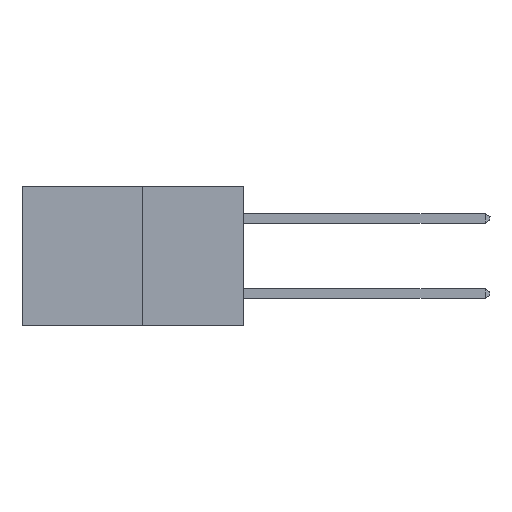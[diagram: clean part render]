
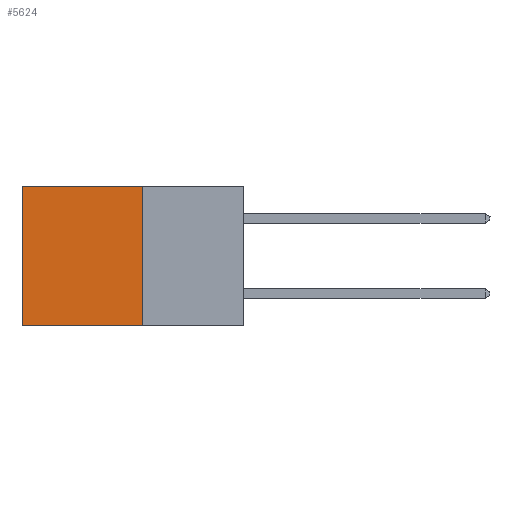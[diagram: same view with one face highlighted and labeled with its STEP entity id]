
A CAD part, left-side view. The second image highlights one B-rep face of the part: STEP entity #5624.
In plain terms, the highlighted planar face has unit normal (-1, 0, 0).
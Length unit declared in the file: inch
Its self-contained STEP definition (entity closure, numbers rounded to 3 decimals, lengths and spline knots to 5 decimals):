
#173 = EDGE_LOOP ( 'NONE', ( #6065, #12067, #11787, #5153 ) ) ;
#1380 = LINE ( 'NONE', #8123, #3128 ) ;
#2562 = FACE_OUTER_BOUND ( 'NONE', #173, .T. ) ;
#2935 = CARTESIAN_POINT ( 'NONE',  ( 0.277, 0.59, -0.37 ) ) ;
#2960 = DIRECTION ( 'NONE',  ( 0., 0., -1. ) ) ;
#3033 = LINE ( 'NONE', #2935, #10865 ) ;
#3128 = VECTOR ( 'NONE', #9094, 39.37008 ) ;
#3692 = LINE ( 'NONE', #11417, #10567 ) ;
#4922 = EDGE_CURVE ( 'NONE', #9259, #9338, #10275, .T. ) ;
#5153 = ORIENTED_EDGE ( 'NONE', *, *, #11233, .T. ) ;
#5352 = EDGE_CURVE ( 'NONE', #9563, #9261, #3033, .T. ) ;
#5624 = ADVANCED_FACE ( 'NONE', ( #2562 ), #12277, .F. ) ;
#6065 = ORIENTED_EDGE ( 'NONE', *, *, #5352, .T. ) ;
#6983 = CARTESIAN_POINT ( 'NONE',  ( 0.277, 0.59, 0. ) ) ;
#7738 = VECTOR ( 'NONE', #11420, 39.37008 ) ;
#8115 = CARTESIAN_POINT ( 'NONE',  ( 0.277, 0.27, -0.37 ) ) ;
#8123 = CARTESIAN_POINT ( 'NONE',  ( 0.277, 0.27, 0. ) ) ;
#8585 = CARTESIAN_POINT ( 'NONE',  ( 0.277, 0.59, -0.37 ) ) ;
#8589 = CARTESIAN_POINT ( 'NONE',  ( 0.277, 0.27, 0. ) ) ;
#8815 = EDGE_CURVE ( 'NONE', #9338, #9261, #3692, .T. ) ;
#9094 = DIRECTION ( 'NONE',  ( 0., 1., 0. ) ) ;
#9259 = VERTEX_POINT ( 'NONE', #8589 ) ;
#9261 = VERTEX_POINT ( 'NONE', #8585 ) ;
#9338 = VERTEX_POINT ( 'NONE', #8115 ) ;
#9563 = VERTEX_POINT ( 'NONE', #6983 ) ;
#10275 = LINE ( 'NONE', #11453, #7738 ) ;
#10567 = VECTOR ( 'NONE', #11458, 39.37008 ) ;
#10865 = VECTOR ( 'NONE', #2960, 39.37008 ) ;
#11233 = EDGE_CURVE ( 'NONE', #9259, #9563, #1380, .T. ) ;
#11417 = CARTESIAN_POINT ( 'NONE',  ( 0.277, 0.27, -0.37 ) ) ;
#11420 = DIRECTION ( 'NONE',  ( 0., 0., -1. ) ) ;
#11453 = CARTESIAN_POINT ( 'NONE',  ( 0.277, 0.27, -0.37 ) ) ;
#11458 = DIRECTION ( 'NONE',  ( 0., 1., 0. ) ) ;
#11787 = ORIENTED_EDGE ( 'NONE', *, *, #4922, .F. ) ;
#11841 = AXIS2_PLACEMENT_3D ( 'NONE', #12291, #12255, #12246 ) ;
#12067 = ORIENTED_EDGE ( 'NONE', *, *, #8815, .F. ) ;
#12246 = DIRECTION ( 'NONE',  ( 0., 0., -1. ) ) ;
#12255 = DIRECTION ( 'NONE',  ( 1., 0., 0. ) ) ;
#12277 = PLANE ( 'NONE',  #11841 ) ;
#12291 = CARTESIAN_POINT ( 'NONE',  ( 0.277, 0.27, -0.37 ) ) ;
